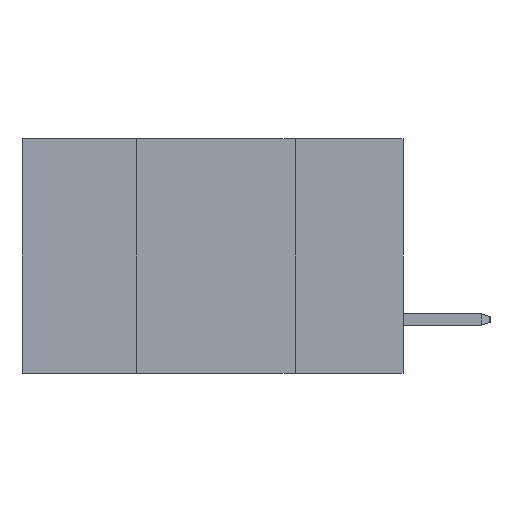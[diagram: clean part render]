
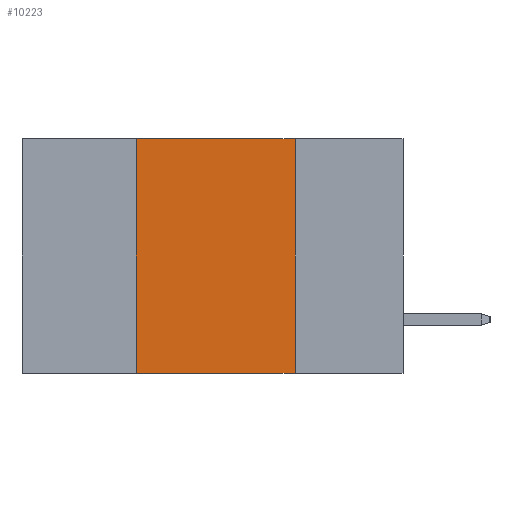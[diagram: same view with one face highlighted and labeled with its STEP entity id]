
A CAD part, left-side view. The second image highlights one B-rep face of the part: STEP entity #10223.
In plain terms, the highlighted planar face has unit normal (-1, 0, 0).
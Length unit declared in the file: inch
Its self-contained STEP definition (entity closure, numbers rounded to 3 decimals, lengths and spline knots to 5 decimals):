
#1027 = DIRECTION ( 'NONE',  ( 0., 0., -1. ) ) ;
#1124 = CARTESIAN_POINT ( 'NONE',  ( 0., 0.17, 0. ) ) ;
#1433 = VERTEX_POINT ( 'NONE', #8900 ) ;
#1937 = VERTEX_POINT ( 'NONE', #9090 ) ;
#2414 = EDGE_CURVE ( 'NONE', #8578, #3189, #10933, .T. ) ;
#2488 = EDGE_LOOP ( 'NONE', ( #12987, #10835, #13989, #7171 ) ) ;
#3189 = VERTEX_POINT ( 'NONE', #5425 ) ;
#3190 = CARTESIAN_POINT ( 'NONE',  ( 0., 0.17, 0. ) ) ;
#3569 = DIRECTION ( 'NONE',  ( 0., 0., -1. ) ) ;
#3638 = FACE_OUTER_BOUND ( 'NONE', #2488, .T. ) ;
#3974 = EDGE_CURVE ( 'NONE', #1937, #8578, #14353, .T. ) ;
#4793 = DIRECTION ( 'NONE',  ( 1., 0., 0. ) ) ;
#5103 = EDGE_CURVE ( 'NONE', #1433, #3189, #15188, .T. ) ;
#5229 = LINE ( 'NONE', #14996, #7474 ) ;
#5425 = CARTESIAN_POINT ( 'NONE',  ( 0., 0.17, -0.37 ) ) ;
#7171 = ORIENTED_EDGE ( 'NONE', *, *, #5103, .T. ) ;
#7474 = VECTOR ( 'NONE', #7477, 39.37008 ) ;
#7477 = DIRECTION ( 'NONE',  ( 0., 0., 1. ) ) ;
#8147 = DIRECTION ( 'NONE',  ( 0., -1., 0. ) ) ;
#8578 = VERTEX_POINT ( 'NONE', #3190 ) ;
#8900 = CARTESIAN_POINT ( 'NONE',  ( 0., 0.42, -0.37 ) ) ;
#9090 = CARTESIAN_POINT ( 'NONE',  ( 0., 0.42, 0. ) ) ;
#9926 = CARTESIAN_POINT ( 'NONE',  ( 0., 0.6, 0. ) ) ;
#10223 = ADVANCED_FACE ( 'NONE', ( #3638 ), #14982, .F. ) ;
#10835 = ORIENTED_EDGE ( 'NONE', *, *, #3974, .F. ) ;
#10933 = LINE ( 'NONE', #1124, #15807 ) ;
#11047 = EDGE_CURVE ( 'NONE', #1433, #1937, #5229, .T. ) ;
#11694 = CARTESIAN_POINT ( 'NONE',  ( 0., 0.6, 0. ) ) ;
#12603 = CARTESIAN_POINT ( 'NONE',  ( 0., 0.6, -0.37 ) ) ;
#12774 = DIRECTION ( 'NONE',  ( 0., -1., 0. ) ) ;
#12987 = ORIENTED_EDGE ( 'NONE', *, *, #2414, .F. ) ;
#13989 = ORIENTED_EDGE ( 'NONE', *, *, #11047, .F. ) ;
#14012 = VECTOR ( 'NONE', #8147, 39.37008 ) ;
#14353 = LINE ( 'NONE', #11694, #14012 ) ;
#14581 = AXIS2_PLACEMENT_3D ( 'NONE', #9926, #4793, #1027 ) ;
#14982 = PLANE ( 'NONE',  #14581 ) ;
#14996 = CARTESIAN_POINT ( 'NONE',  ( 0., 0.42, 0. ) ) ;
#15188 = LINE ( 'NONE', #12603, #15823 ) ;
#15807 = VECTOR ( 'NONE', #3569, 39.37008 ) ;
#15823 = VECTOR ( 'NONE', #12774, 39.37008 ) ;
